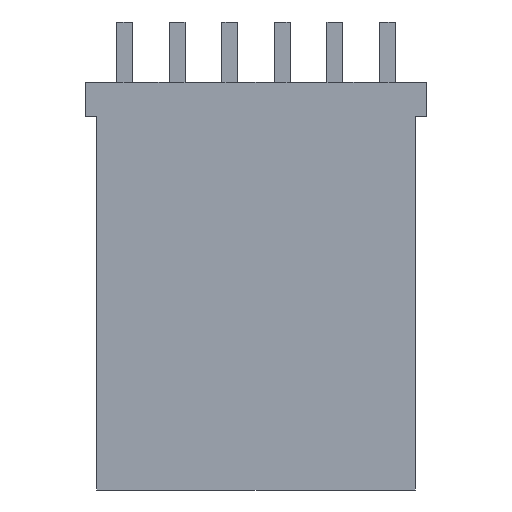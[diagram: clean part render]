
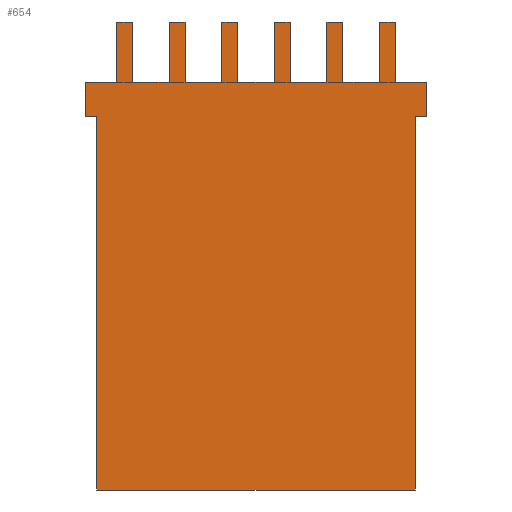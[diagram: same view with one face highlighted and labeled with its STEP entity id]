
A CAD part, front view. The second image highlights one B-rep face of the part: STEP entity #654.
In plain terms, the highlighted planar face has unit normal (0, -1, 0).
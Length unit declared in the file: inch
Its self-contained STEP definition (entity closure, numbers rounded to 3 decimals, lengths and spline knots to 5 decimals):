
#132=CARTESIAN_POINT('',(0.02756,0.,0.34252));
#133=VERTEX_POINT('',#132);
#148=CARTESIAN_POINT('',(0.05118,0.,0.34252));
#149=VERTEX_POINT('',#148);
#156=CARTESIAN_POINT('',(0.1063,0.,0.34252));
#157=VERTEX_POINT('',#156);
#158=CARTESIAN_POINT('',(0.05118,0.,0.34252));
#159=DIRECTION('',(1.,0.,-0.));
#160=VECTOR('',#159,0.05512);
#161=LINE('',#158,#160);
#162=EDGE_CURVE('',#149,#157,#161,.T.);
#180=CARTESIAN_POINT('',(0.12992,0.,0.34252));
#181=VERTEX_POINT('',#180);
#188=CARTESIAN_POINT('',(0.18504,0.,0.34252));
#189=VERTEX_POINT('',#188);
#190=CARTESIAN_POINT('',(0.12992,0.,0.34252));
#191=DIRECTION('',(1.,0.,-0.));
#192=VECTOR('',#191,0.05512);
#193=LINE('',#190,#192);
#194=EDGE_CURVE('',#181,#189,#193,.T.);
#212=CARTESIAN_POINT('',(0.20866,0.,0.34252));
#213=VERTEX_POINT('',#212);
#220=CARTESIAN_POINT('',(0.25591,0.,0.34252));
#221=VERTEX_POINT('',#220);
#222=CARTESIAN_POINT('',(0.20866,0.,0.34252));
#223=DIRECTION('',(1.,0.,-0.));
#224=VECTOR('',#223,0.04724);
#225=LINE('',#222,#224);
#226=EDGE_CURVE('',#213,#221,#225,.T.);
#267=CARTESIAN_POINT('',(-0.25591,0.,0.34252));
#268=VERTEX_POINT('',#267);
#275=CARTESIAN_POINT('',(-0.20866,0.,0.34252));
#276=VERTEX_POINT('',#275);
#277=CARTESIAN_POINT('',(-0.25591,0.,0.34252));
#278=DIRECTION('',(1.,0.,-0.));
#279=VECTOR('',#278,0.04724);
#280=LINE('',#277,#279);
#281=EDGE_CURVE('',#268,#276,#280,.T.);
#299=CARTESIAN_POINT('',(-0.18504,0.,0.34252));
#300=VERTEX_POINT('',#299);
#307=CARTESIAN_POINT('',(-0.12992,0.,0.34252));
#308=VERTEX_POINT('',#307);
#309=CARTESIAN_POINT('',(-0.18504,0.,0.34252));
#310=DIRECTION('',(1.,0.,-0.));
#311=VECTOR('',#310,0.05512);
#312=LINE('',#309,#311);
#313=EDGE_CURVE('',#300,#308,#312,.T.);
#331=CARTESIAN_POINT('',(-0.1063,0.,0.34252));
#332=VERTEX_POINT('',#331);
#339=CARTESIAN_POINT('',(-0.05118,0.,0.34252));
#340=VERTEX_POINT('',#339);
#341=CARTESIAN_POINT('',(-0.1063,0.,0.34252));
#342=DIRECTION('',(1.,0.,-0.));
#343=VECTOR('',#342,0.05512);
#344=LINE('',#341,#343);
#345=EDGE_CURVE('',#332,#340,#344,.T.);
#363=CARTESIAN_POINT('',(-0.02756,0.,0.34252));
#364=VERTEX_POINT('',#363);
#371=CARTESIAN_POINT('',(-0.02756,0.,0.34252));
#372=DIRECTION('',(1.,0.,-0.));
#373=VECTOR('',#372,0.05512);
#374=LINE('',#371,#373);
#375=EDGE_CURVE('',#364,#133,#374,.T.);
#385=CARTESIAN_POINT('',(0.23819,0.,0.29134));
#386=VERTEX_POINT('',#385);
#395=CARTESIAN_POINT('',(0.23819,0.,-0.26772));
#396=VERTEX_POINT('',#395);
#397=CARTESIAN_POINT('',(0.23819,0.,0.29134));
#398=DIRECTION('',(-0.,0.,-1.));
#399=VECTOR('',#398,0.55906);
#400=LINE('',#397,#399);
#401=EDGE_CURVE('',#386,#396,#400,.T.);
#427=CARTESIAN_POINT('',(-0.23819,0.,0.29134));
#428=VERTEX_POINT('',#427);
#443=CARTESIAN_POINT('',(-0.23819,0.,-0.26772));
#444=VERTEX_POINT('',#443);
#451=CARTESIAN_POINT('',(-0.23819,0.,-0.26772));
#452=DIRECTION('',(0.,0.,1.));
#453=VECTOR('',#452,0.55906);
#454=LINE('',#451,#453);
#455=EDGE_CURVE('',#444,#428,#454,.T.);
#465=CARTESIAN_POINT('',(0.23819,0.,-0.26772));
#466=DIRECTION('',(-1.,0.,0.));
#467=VECTOR('',#466,0.47638);
#468=LINE('',#465,#467);
#469=EDGE_CURVE('',#396,#444,#468,.T.);
#477=CARTESIAN_POINT('',(0.23819,0.,0.34252));
#478=DIRECTION('',(0.,1.,0.));
#479=DIRECTION('',(0.,0.,1.));
#480=AXIS2_PLACEMENT_3D('',#477,#478,#479);
#481=PLANE('',#480);
#482=ORIENTED_EDGE('',*,*,#281,.F.);
#483=CARTESIAN_POINT('',(-0.25591,0.,0.29134));
#484=VERTEX_POINT('',#483);
#485=CARTESIAN_POINT('',(-0.25591,0.,0.29134));
#486=DIRECTION('',(0.,0.,1.));
#487=VECTOR('',#486,0.05118);
#488=LINE('',#485,#487);
#489=EDGE_CURVE('',#484,#268,#488,.T.);
#490=ORIENTED_EDGE('',*,*,#489,.F.);
#491=CARTESIAN_POINT('',(-0.23819,0.,0.29134));
#492=DIRECTION('',(-1.,0.,0.));
#493=VECTOR('',#492,0.01772);
#494=LINE('',#491,#493);
#495=EDGE_CURVE('',#428,#484,#494,.T.);
#496=ORIENTED_EDGE('',*,*,#495,.F.);
#497=ORIENTED_EDGE('',*,*,#455,.F.);
#498=ORIENTED_EDGE('',*,*,#469,.F.);
#499=ORIENTED_EDGE('',*,*,#401,.F.);
#500=CARTESIAN_POINT('',(0.25591,0.,0.29134));
#501=VERTEX_POINT('',#500);
#502=CARTESIAN_POINT('',(0.25591,0.,0.29134));
#503=DIRECTION('',(-1.,0.,0.));
#504=VECTOR('',#503,0.01772);
#505=LINE('',#502,#504);
#506=EDGE_CURVE('',#501,#386,#505,.T.);
#507=ORIENTED_EDGE('',*,*,#506,.F.);
#508=CARTESIAN_POINT('',(0.25591,0.,0.34252));
#509=DIRECTION('',(0.,0.,-1.));
#510=VECTOR('',#509,0.05118);
#511=LINE('',#508,#510);
#512=EDGE_CURVE('',#221,#501,#511,.T.);
#513=ORIENTED_EDGE('',*,*,#512,.F.);
#514=ORIENTED_EDGE('',*,*,#226,.F.);
#515=CARTESIAN_POINT('',(0.20866,0.,0.43307));
#516=VERTEX_POINT('',#515);
#517=CARTESIAN_POINT('',(0.20866,0.,0.43307));
#518=DIRECTION('',(-0.,0.,-1.));
#519=VECTOR('',#518,0.09055);
#520=LINE('',#517,#519);
#521=EDGE_CURVE('',#516,#213,#520,.T.);
#522=ORIENTED_EDGE('',*,*,#521,.F.);
#523=CARTESIAN_POINT('',(0.18504,0.,0.43307));
#524=VERTEX_POINT('',#523);
#525=CARTESIAN_POINT('',(0.18504,0.,0.43307));
#526=DIRECTION('',(1.,0.,-0.));
#527=VECTOR('',#526,0.02362);
#528=LINE('',#525,#527);
#529=EDGE_CURVE('',#524,#516,#528,.T.);
#530=ORIENTED_EDGE('',*,*,#529,.F.);
#531=CARTESIAN_POINT('',(0.18504,0.,0.34252));
#532=DIRECTION('',(0.,0.,1.));
#533=VECTOR('',#532,0.09055);
#534=LINE('',#531,#533);
#535=EDGE_CURVE('',#189,#524,#534,.T.);
#536=ORIENTED_EDGE('',*,*,#535,.F.);
#537=ORIENTED_EDGE('',*,*,#194,.F.);
#538=CARTESIAN_POINT('',(0.12992,0.,0.43307));
#539=VERTEX_POINT('',#538);
#540=CARTESIAN_POINT('',(0.12992,0.,0.43307));
#541=DIRECTION('',(-0.,0.,-1.));
#542=VECTOR('',#541,0.09055);
#543=LINE('',#540,#542);
#544=EDGE_CURVE('',#539,#181,#543,.T.);
#545=ORIENTED_EDGE('',*,*,#544,.F.);
#546=CARTESIAN_POINT('',(0.1063,0.,0.43307));
#547=VERTEX_POINT('',#546);
#548=CARTESIAN_POINT('',(0.1063,0.,0.43307));
#549=DIRECTION('',(1.,0.,-0.));
#550=VECTOR('',#549,0.02362);
#551=LINE('',#548,#550);
#552=EDGE_CURVE('',#547,#539,#551,.T.);
#553=ORIENTED_EDGE('',*,*,#552,.F.);
#554=CARTESIAN_POINT('',(0.1063,0.,0.34252));
#555=DIRECTION('',(0.,0.,1.));
#556=VECTOR('',#555,0.09055);
#557=LINE('',#554,#556);
#558=EDGE_CURVE('',#157,#547,#557,.T.);
#559=ORIENTED_EDGE('',*,*,#558,.F.);
#560=ORIENTED_EDGE('',*,*,#162,.F.);
#561=CARTESIAN_POINT('',(0.05118,0.,0.43307));
#562=VERTEX_POINT('',#561);
#563=CARTESIAN_POINT('',(0.05118,0.,0.43307));
#564=DIRECTION('',(-0.,0.,-1.));
#565=VECTOR('',#564,0.09055);
#566=LINE('',#563,#565);
#567=EDGE_CURVE('',#562,#149,#566,.T.);
#568=ORIENTED_EDGE('',*,*,#567,.F.);
#569=CARTESIAN_POINT('',(0.02756,0.,0.43307));
#570=VERTEX_POINT('',#569);
#571=CARTESIAN_POINT('',(0.02756,0.,0.43307));
#572=DIRECTION('',(1.,0.,-0.));
#573=VECTOR('',#572,0.02362);
#574=LINE('',#571,#573);
#575=EDGE_CURVE('',#570,#562,#574,.T.);
#576=ORIENTED_EDGE('',*,*,#575,.F.);
#577=CARTESIAN_POINT('',(0.02756,0.,0.34252));
#578=DIRECTION('',(0.,0.,1.));
#579=VECTOR('',#578,0.09055);
#580=LINE('',#577,#579);
#581=EDGE_CURVE('',#133,#570,#580,.T.);
#582=ORIENTED_EDGE('',*,*,#581,.F.);
#583=ORIENTED_EDGE('',*,*,#375,.F.);
#584=CARTESIAN_POINT('',(-0.02756,0.,0.43307));
#585=VERTEX_POINT('',#584);
#586=CARTESIAN_POINT('',(-0.02756,0.,0.43307));
#587=DIRECTION('',(-0.,0.,-1.));
#588=VECTOR('',#587,0.09055);
#589=LINE('',#586,#588);
#590=EDGE_CURVE('',#585,#364,#589,.T.);
#591=ORIENTED_EDGE('',*,*,#590,.F.);
#592=CARTESIAN_POINT('',(-0.05118,0.,0.43307));
#593=VERTEX_POINT('',#592);
#594=CARTESIAN_POINT('',(-0.05118,0.,0.43307));
#595=DIRECTION('',(1.,0.,-0.));
#596=VECTOR('',#595,0.02362);
#597=LINE('',#594,#596);
#598=EDGE_CURVE('',#593,#585,#597,.T.);
#599=ORIENTED_EDGE('',*,*,#598,.F.);
#600=CARTESIAN_POINT('',(-0.05118,0.,0.34252));
#601=DIRECTION('',(0.,0.,1.));
#602=VECTOR('',#601,0.09055);
#603=LINE('',#600,#602);
#604=EDGE_CURVE('',#340,#593,#603,.T.);
#605=ORIENTED_EDGE('',*,*,#604,.F.);
#606=ORIENTED_EDGE('',*,*,#345,.F.);
#607=CARTESIAN_POINT('',(-0.1063,0.,0.43307));
#608=VERTEX_POINT('',#607);
#609=CARTESIAN_POINT('',(-0.1063,0.,0.43307));
#610=DIRECTION('',(0.,0.,-1.));
#611=VECTOR('',#610,0.09055);
#612=LINE('',#609,#611);
#613=EDGE_CURVE('',#608,#332,#612,.T.);
#614=ORIENTED_EDGE('',*,*,#613,.F.);
#615=CARTESIAN_POINT('',(-0.12992,0.,0.43307));
#616=VERTEX_POINT('',#615);
#617=CARTESIAN_POINT('',(-0.12992,0.,0.43307));
#618=DIRECTION('',(1.,0.,-0.));
#619=VECTOR('',#618,0.02362);
#620=LINE('',#617,#619);
#621=EDGE_CURVE('',#616,#608,#620,.T.);
#622=ORIENTED_EDGE('',*,*,#621,.F.);
#623=CARTESIAN_POINT('',(-0.12992,0.,0.34252));
#624=DIRECTION('',(0.,0.,1.));
#625=VECTOR('',#624,0.09055);
#626=LINE('',#623,#625);
#627=EDGE_CURVE('',#308,#616,#626,.T.);
#628=ORIENTED_EDGE('',*,*,#627,.F.);
#629=ORIENTED_EDGE('',*,*,#313,.F.);
#630=CARTESIAN_POINT('',(-0.18504,0.,0.43307));
#631=VERTEX_POINT('',#630);
#632=CARTESIAN_POINT('',(-0.18504,0.,0.43307));
#633=DIRECTION('',(-0.,0.,-1.));
#634=VECTOR('',#633,0.09055);
#635=LINE('',#632,#634);
#636=EDGE_CURVE('',#631,#300,#635,.T.);
#637=ORIENTED_EDGE('',*,*,#636,.F.);
#638=CARTESIAN_POINT('',(-0.20866,0.,0.43307));
#639=VERTEX_POINT('',#638);
#640=CARTESIAN_POINT('',(-0.20866,0.,0.43307));
#641=DIRECTION('',(1.,0.,-0.));
#642=VECTOR('',#641,0.02362);
#643=LINE('',#640,#642);
#644=EDGE_CURVE('',#639,#631,#643,.T.);
#645=ORIENTED_EDGE('',*,*,#644,.F.);
#646=CARTESIAN_POINT('',(-0.20866,0.,0.34252));
#647=DIRECTION('',(0.,0.,1.));
#648=VECTOR('',#647,0.09055);
#649=LINE('',#646,#648);
#650=EDGE_CURVE('',#276,#639,#649,.T.);
#651=ORIENTED_EDGE('',*,*,#650,.F.);
#652=EDGE_LOOP('',(#482,#490,#496,#497,#498,#499,#507,#513,#514,#522,#530,#536,#537,#545,#553,#559,#560,#568,#576,#582,#583,#591,#599,#605,#606,#614,
#622,#628,#629,#637,#645,#651));
#653=FACE_BOUND('',#652,.T.);
#654=ADVANCED_FACE('',(#653),#481,.F.);
